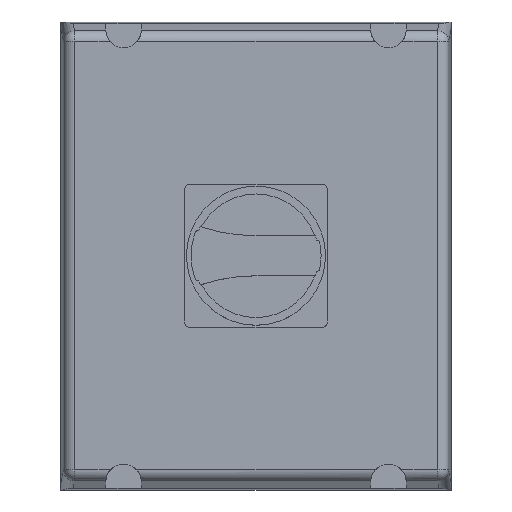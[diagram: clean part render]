
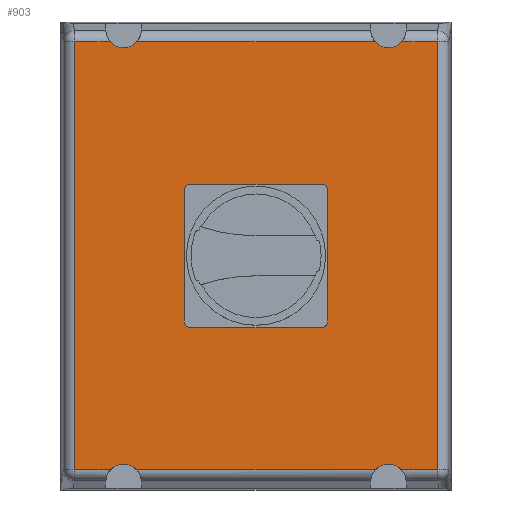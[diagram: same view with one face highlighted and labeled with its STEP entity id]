
A CAD part, top view. The second image highlights one B-rep face of the part: STEP entity #903.
In plain terms, the highlighted planar face has unit normal (0, 0, 1).
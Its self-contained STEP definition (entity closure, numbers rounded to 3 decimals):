
#415=CARTESIAN_POINT('',(141.508,97.002,98.5));
#416=VERTEX_POINT('',#415);
#436=CARTESIAN_POINT('',(153.492,97.002,98.5));
#437=VERTEX_POINT('',#436);
#438=CARTESIAN_POINT('',(147.5,102.302,98.5));
#439=DIRECTION('',(0.0,0.0,-1.0));
#440=DIRECTION('',(-1.0,0.0,0.0));
#441=AXIS2_PLACEMENT_3D('',#438,#439,#440);
#442=CIRCLE('',#441,8.0);
#443=EDGE_CURVE('',#437,#416,#442,.T.);
#580=CARTESIAN_POINT('',(153.492,-97.002,98.5));
#581=VERTEX_POINT('',#580);
#601=CARTESIAN_POINT('',(141.508,-97.002,98.5));
#602=VERTEX_POINT('',#601);
#603=CARTESIAN_POINT('',(147.5,-102.302,98.5));
#604=DIRECTION('',(0.0,0.0,-1.0));
#605=DIRECTION('',(1.0,0.0,0.0));
#606=AXIS2_PLACEMENT_3D('',#603,#604,#605);
#607=CIRCLE('',#606,8.0);
#608=EDGE_CURVE('',#602,#581,#607,.T.);
#735=CARTESIAN_POINT('',(169.775,97.002,98.5));
#736=VERTEX_POINT('',#735);
#737=CARTESIAN_POINT('',(153.492,97.002,98.5));
#738=DIRECTION('',(1.0,0.0,0.0));
#739=VECTOR('',#738,16.282);
#740=LINE('',#737,#739);
#741=EDGE_CURVE('',#437,#736,#740,.T.);
#801=CARTESIAN_POINT('',(33.492,-97.002,98.5));
#802=VERTEX_POINT('',#801);
#803=CARTESIAN_POINT('',(141.508,-97.002,98.5));
#804=DIRECTION('',(-1.0,0.0,0.0));
#805=VECTOR('',#804,108.015);
#806=LINE('',#803,#805);
#807=EDGE_CURVE('',#602,#802,#806,.T.);
#830=CARTESIAN_POINT('',(-1.,-101.05,98.5));
#831=DIRECTION('',(0.0,0.0,1.0));
#832=DIRECTION('',(1.0,0.0,0.0));
#833=AXIS2_PLACEMENT_3D('',#830,#831,#832);
#834=PLANE('',#833);
#835=ORIENTED_EDGE('',*,*,#443,.T.);
#836=CARTESIAN_POINT('',(33.492,97.002,98.5));
#837=VERTEX_POINT('',#836);
#838=CARTESIAN_POINT('',(33.492,97.002,98.5));
#839=DIRECTION('',(1.0,0.0,0.0));
#840=VECTOR('',#839,108.015);
#841=LINE('',#838,#840);
#842=EDGE_CURVE('',#837,#416,#841,.T.);
#843=ORIENTED_EDGE('',*,*,#842,.F.);
#844=CARTESIAN_POINT('',(21.508,97.002,98.5));
#845=VERTEX_POINT('',#844);
#846=CARTESIAN_POINT('',(27.5,102.302,98.5));
#847=DIRECTION('',(0.0,0.0,-1.0));
#848=DIRECTION('',(-1.0,0.0,0.0));
#849=AXIS2_PLACEMENT_3D('',#846,#847,#848);
#850=CIRCLE('',#849,8.0);
#851=EDGE_CURVE('',#837,#845,#850,.T.);
#852=ORIENTED_EDGE('',*,*,#851,.T.);
#853=CARTESIAN_POINT('',(5.225,97.002,98.5));
#854=VERTEX_POINT('',#853);
#855=CARTESIAN_POINT('',(5.225,97.002,98.5));
#856=DIRECTION('',(1.0,0.0,0.0));
#857=VECTOR('',#856,16.282);
#858=LINE('',#855,#857);
#859=EDGE_CURVE('',#854,#845,#858,.T.);
#860=ORIENTED_EDGE('',*,*,#859,.F.);
#861=CARTESIAN_POINT('',(5.225,-97.002,98.5));
#862=VERTEX_POINT('',#861);
#863=CARTESIAN_POINT('',(5.225,-97.002,98.5));
#864=DIRECTION('',(0.0,1.0,0.0));
#865=VECTOR('',#864,194.003);
#866=LINE('',#863,#865);
#867=EDGE_CURVE('',#862,#854,#866,.T.);
#868=ORIENTED_EDGE('',*,*,#867,.F.);
#869=CARTESIAN_POINT('',(21.508,-97.002,98.5));
#870=VERTEX_POINT('',#869);
#871=CARTESIAN_POINT('',(21.508,-97.002,98.5));
#872=DIRECTION('',(-1.0,0.0,0.0));
#873=VECTOR('',#872,16.282);
#874=LINE('',#871,#873);
#875=EDGE_CURVE('',#870,#862,#874,.T.);
#876=ORIENTED_EDGE('',*,*,#875,.F.);
#877=CARTESIAN_POINT('',(27.5,-102.302,98.5));
#878=DIRECTION('',(0.0,0.0,-1.0));
#879=DIRECTION('',(1.0,0.0,0.0));
#880=AXIS2_PLACEMENT_3D('',#877,#878,#879);
#881=CIRCLE('',#880,8.0);
#882=EDGE_CURVE('',#870,#802,#881,.T.);
#883=ORIENTED_EDGE('',*,*,#882,.T.);
#884=ORIENTED_EDGE('',*,*,#807,.F.);
#885=ORIENTED_EDGE('',*,*,#608,.T.);
#886=CARTESIAN_POINT('',(169.775,-97.002,98.5));
#887=VERTEX_POINT('',#886);
#888=CARTESIAN_POINT('',(169.775,-97.002,98.5));
#889=DIRECTION('',(-1.0,0.0,0.0));
#890=VECTOR('',#889,16.282);
#891=LINE('',#888,#890);
#892=EDGE_CURVE('',#887,#581,#891,.T.);
#893=ORIENTED_EDGE('',*,*,#892,.F.);
#894=CARTESIAN_POINT('',(169.775,97.002,98.5));
#895=DIRECTION('',(0.0,-1.0,0.0));
#896=VECTOR('',#895,194.003);
#897=LINE('',#894,#896);
#898=EDGE_CURVE('',#736,#887,#897,.T.);
#899=ORIENTED_EDGE('',*,*,#898,.F.);
#900=ORIENTED_EDGE('',*,*,#741,.F.);
#901=EDGE_LOOP('',(#835,#843,#852,#860,#868,#876,#883,#884,#885,#893,#899,#900));
#902=FACE_OUTER_BOUND('',#901,.T.);
#903=ADVANCED_FACE('',(#902),#834,.T.);
